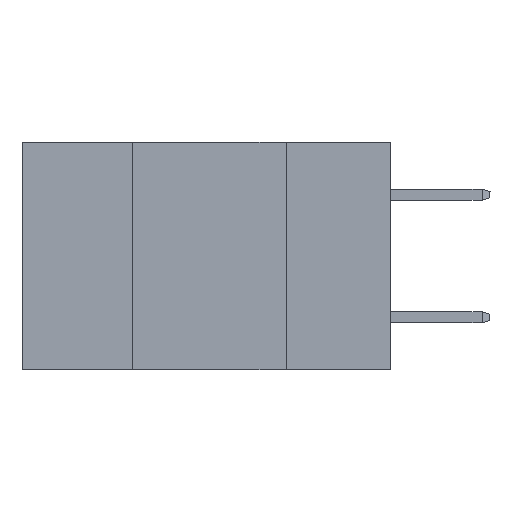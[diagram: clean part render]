
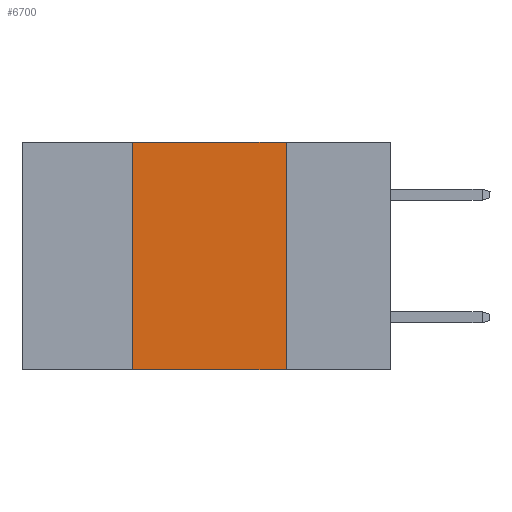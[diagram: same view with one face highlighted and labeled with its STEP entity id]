
A CAD part, left-side view. The second image highlights one B-rep face of the part: STEP entity #6700.
In plain terms, the highlighted planar face has unit normal (-1, 0, 0).
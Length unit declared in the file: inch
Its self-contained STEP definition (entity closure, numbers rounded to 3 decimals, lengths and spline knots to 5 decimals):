
#1195 = EDGE_CURVE ( 'NONE', #6099, #11487, #9618, .T. ) ;
#1265 = AXIS2_PLACEMENT_3D ( 'NONE', #1284, #5986, #16955 ) ;
#1284 = CARTESIAN_POINT ( 'NONE',  ( 0., 0.6, 0. ) ) ;
#2013 = CARTESIAN_POINT ( 'NONE',  ( 0., 0.42, 0. ) ) ;
#2561 = EDGE_LOOP ( 'NONE', ( #15968, #13592, #10472, #8786 ) ) ;
#3125 = VERTEX_POINT ( 'NONE', #17070 ) ;
#3339 = DIRECTION ( 'NONE',  ( 0., 0., -1. ) ) ;
#3589 = VECTOR ( 'NONE', #9648, 39.37008 ) ;
#4215 = PLANE ( 'NONE',  #1265 ) ;
#5986 = DIRECTION ( 'NONE',  ( 1., 0., 0. ) ) ;
#6099 = VERTEX_POINT ( 'NONE', #11881 ) ;
#6408 = LINE ( 'NONE', #2013, #3589 ) ;
#6434 = EDGE_CURVE ( 'NONE', #3125, #6099, #6408, .T. ) ;
#6700 = ADVANCED_FACE ( 'NONE', ( #20168 ), #4215, .F. ) ;
#8034 = DIRECTION ( 'NONE',  ( 0., -1., 0. ) ) ;
#8339 = CARTESIAN_POINT ( 'NONE',  ( 0., 0.17, 0. ) ) ;
#8453 = EDGE_CURVE ( 'NONE', #3125, #14320, #14361, .T. ) ;
#8483 = VECTOR ( 'NONE', #8034, 39.37008 ) ;
#8786 = ORIENTED_EDGE ( 'NONE', *, *, #8453, .T. ) ;
#9343 = CARTESIAN_POINT ( 'NONE',  ( 0., 0.6, -0.37 ) ) ;
#9618 = LINE ( 'NONE', #14222, #8483 ) ;
#9648 = DIRECTION ( 'NONE',  ( 0., 0., 1. ) ) ;
#9978 = VECTOR ( 'NONE', #3339, 39.37008 ) ;
#10472 = ORIENTED_EDGE ( 'NONE', *, *, #6434, .F. ) ;
#10817 = DIRECTION ( 'NONE',  ( 0., -1., 0. ) ) ;
#11487 = VERTEX_POINT ( 'NONE', #17713 ) ;
#11881 = CARTESIAN_POINT ( 'NONE',  ( 0., 0.42, 0. ) ) ;
#13592 = ORIENTED_EDGE ( 'NONE', *, *, #1195, .F. ) ;
#14014 = EDGE_CURVE ( 'NONE', #11487, #14320, #18998, .T. ) ;
#14222 = CARTESIAN_POINT ( 'NONE',  ( 0., 0.6, 0. ) ) ;
#14320 = VERTEX_POINT ( 'NONE', #15252 ) ;
#14361 = LINE ( 'NONE', #9343, #14445 ) ;
#14445 = VECTOR ( 'NONE', #10817, 39.37008 ) ;
#15252 = CARTESIAN_POINT ( 'NONE',  ( 0., 0.17, -0.37 ) ) ;
#15968 = ORIENTED_EDGE ( 'NONE', *, *, #14014, .F. ) ;
#16955 = DIRECTION ( 'NONE',  ( 0., 0., -1. ) ) ;
#17070 = CARTESIAN_POINT ( 'NONE',  ( 0., 0.42, -0.37 ) ) ;
#17713 = CARTESIAN_POINT ( 'NONE',  ( 0., 0.17, 0. ) ) ;
#18998 = LINE ( 'NONE', #8339, #9978 ) ;
#20168 = FACE_OUTER_BOUND ( 'NONE', #2561, .T. ) ;
